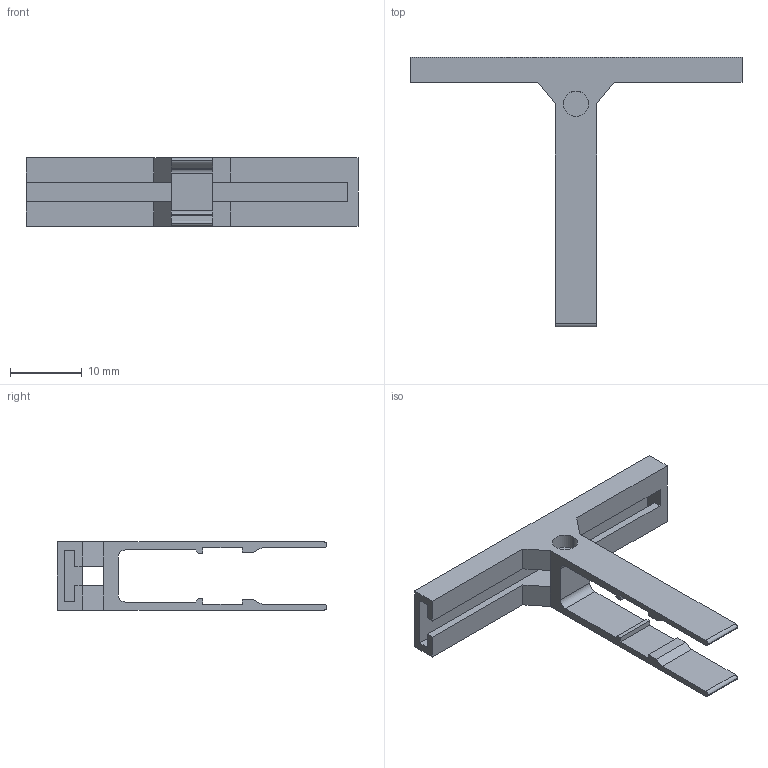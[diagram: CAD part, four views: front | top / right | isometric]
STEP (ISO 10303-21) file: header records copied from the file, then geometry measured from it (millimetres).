
FILE_DESCRIPTION (( 'STEP AP214' ), '1' );
FILE_NAME ('KN-MA-2.step', '2015-05-04T11:26:59', ( '' ), ( '' ), 'SwSTEP 2.0', 'SolidWorks 2014', '' );
FILE_SCHEMA (( 'AUTOMOTIVE_DESIGN' ));
Length unit declared in the file: millimetre
Products named in the file (1): KN-MA-2
Bounding box: 46.15 x 37.5 x 9.5 mm (x, y, z)
Volume: 1526 mm3; surface area: 2931.1 mm2
Topology: 1 solids, 1 shells, 54 faces, 152 edges, 100 vertices
Faces by surface type: plane 44, cylinder 10
Entity records: 2323 total; most frequent: CARTESIAN_POINT 307, ORIENTED_EDGE 304, DIRECTION 282, EDGE_CURVE 152, VECTOR 132, LINE 132, VERTEX_POINT 100, AXIS2_PLACEMENT_3D 75
